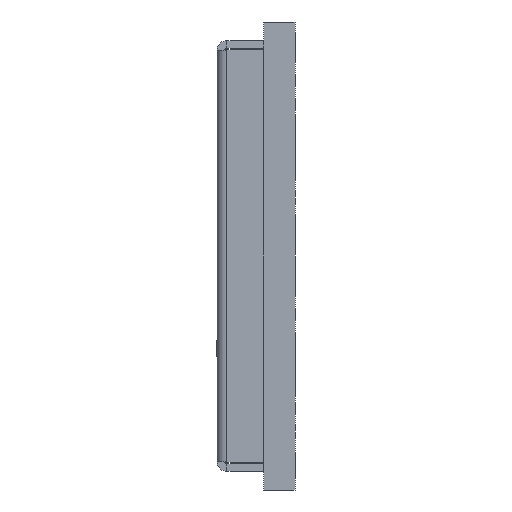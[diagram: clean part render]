
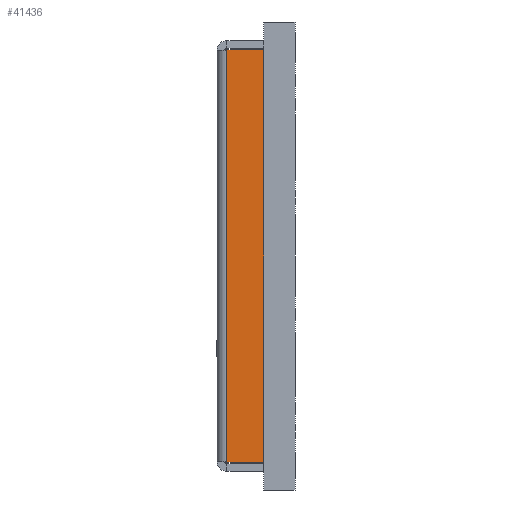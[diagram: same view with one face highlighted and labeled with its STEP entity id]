
A CAD part, left-side view. The second image highlights one B-rep face of the part: STEP entity #41436.
In plain terms, the highlighted planar face has unit normal (-1, 0, 0).
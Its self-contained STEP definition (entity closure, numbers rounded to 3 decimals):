
#4 = VECTOR ( 'NONE', #35801, 1000. ) ;
#291 = LINE ( 'NONE', #22437, #4 ) ;
#1227 = CARTESIAN_POINT ( 'NONE',  ( -5.525, 19.627, -5.29 ) ) ;
#1392 = VERTEX_POINT ( 'NONE', #5689 ) ;
#1693 = EDGE_CURVE ( 'NONE', #30003, #14385, #32551, .T. ) ;
#2364 = VECTOR ( 'NONE', #4178, 1000. ) ;
#2600 = LINE ( 'NONE', #42479, #2364 ) ;
#2996 = EDGE_CURVE ( 'NONE', #1392, #16011, #2600, .T. ) ;
#3170 = VERTEX_POINT ( 'NONE', #4717 ) ;
#3501 = CARTESIAN_POINT ( 'NONE',  ( -5.525, 1.75, 5.27 ) ) ;
#4178 = DIRECTION ( 'NONE',  ( 0., 1., 0. ) ) ;
#4717 = CARTESIAN_POINT ( 'NONE',  ( -5.525, 1.745, -5.27 ) ) ;
#4808 = ORIENTED_EDGE ( 'NONE', *, *, #2996, .T. ) ;
#5356 = DIRECTION ( 'NONE',  ( 0., -1., 0. ) ) ;
#5373 = LINE ( 'NONE', #1227, #20481 ) ;
#5689 = CARTESIAN_POINT ( 'NONE',  ( -5.525, 0.8, 5.29 ) ) ;
#7222 = CARTESIAN_POINT ( 'NONE',  ( -5.525, 0.8, 5.525 ) ) ;
#7348 = EDGE_CURVE ( 'NONE', #14385, #3170, #39526, .T. ) ;
#7451 = ORIENTED_EDGE ( 'NONE', *, *, #43732, .F. ) ;
#8018 = EDGE_CURVE ( 'NONE', #22137, #30003, #291, .T. ) ;
#8054 = CARTESIAN_POINT ( 'NONE',  ( -5.525, 1.75, -5.27 ) ) ;
#8906 = LINE ( 'NONE', #13412, #23220 ) ;
#10312 = EDGE_LOOP ( 'NONE', ( #37609, #20213, #39225, #7451, #38924, #33993, #4808, #12388 ) ) ;
#10422 = EDGE_CURVE ( 'NONE', #28608, #1392, #28937, .T. ) ;
#11519 = DIRECTION ( 'NONE',  ( 0., 0., -1. ) ) ;
#12388 = ORIENTED_EDGE ( 'NONE', *, *, #22781, .F. ) ;
#13412 = CARTESIAN_POINT ( 'NONE',  ( -5.525, 1.745, 5.525 ) ) ;
#14385 = VERTEX_POINT ( 'NONE', #33851 ) ;
#15996 = DIRECTION ( 'NONE',  ( 0., 0., 1. ) ) ;
#16011 = VERTEX_POINT ( 'NONE', #29996 ) ;
#16473 = VECTOR ( 'NONE', #11519, 1000. ) ;
#20213 = ORIENTED_EDGE ( 'NONE', *, *, #1693, .T. ) ;
#20481 = VECTOR ( 'NONE', #28255, 1000. ) ;
#20752 = DIRECTION ( 'NONE',  ( 0., 0., 1. ) ) ;
#22137 = VERTEX_POINT ( 'NONE', #29064 ) ;
#22437 = CARTESIAN_POINT ( 'NONE',  ( -5.525, 19.627, 5.27 ) ) ;
#22477 = AXIS2_PLACEMENT_3D ( 'NONE', #43871, #40403, #37559 ) ;
#22781 = EDGE_CURVE ( 'NONE', #22137, #16011, #43236, .T. ) ;
#23220 = VECTOR ( 'NONE', #20752, 1000. ) ;
#24200 = VERTEX_POINT ( 'NONE', #38779 ) ;
#24647 = VECTOR ( 'NONE', #5356, 1000. ) ;
#27192 = VECTOR ( 'NONE', #15996, 1000. ) ;
#27397 = FACE_OUTER_BOUND ( 'NONE', #10312, .T. ) ;
#28255 = DIRECTION ( 'NONE',  ( 0., -1., 0. ) ) ;
#28608 = VERTEX_POINT ( 'NONE', #30950 ) ;
#28937 = LINE ( 'NONE', #7222, #44476 ) ;
#29064 = CARTESIAN_POINT ( 'NONE',  ( -5.525, 1.745, 5.27 ) ) ;
#29996 = CARTESIAN_POINT ( 'NONE',  ( -5.525, 1.745, 5.29 ) ) ;
#30003 = VERTEX_POINT ( 'NONE', #3501 ) ;
#30950 = CARTESIAN_POINT ( 'NONE',  ( -5.525, 0.8, -5.29 ) ) ;
#32412 = CARTESIAN_POINT ( 'NONE',  ( -5.525, 19.627, -5.27 ) ) ;
#32551 = LINE ( 'NONE', #8054, #16473 ) ;
#33851 = CARTESIAN_POINT ( 'NONE',  ( -5.525, 1.75, -5.27 ) ) ;
#33993 = ORIENTED_EDGE ( 'NONE', *, *, #10422, .T. ) ;
#35801 = DIRECTION ( 'NONE',  ( 0., 1., 0. ) ) ;
#37559 = DIRECTION ( 'NONE',  ( 0., 0., -1. ) ) ;
#37609 = ORIENTED_EDGE ( 'NONE', *, *, #8018, .T. ) ;
#38779 = CARTESIAN_POINT ( 'NONE',  ( -5.525, 1.745, -5.29 ) ) ;
#38924 = ORIENTED_EDGE ( 'NONE', *, *, #42963, .T. ) ;
#39225 = ORIENTED_EDGE ( 'NONE', *, *, #7348, .T. ) ;
#39526 = LINE ( 'NONE', #32412, #24647 ) ;
#40339 = CARTESIAN_POINT ( 'NONE',  ( -5.525, 1.745, 5.525 ) ) ;
#40403 = DIRECTION ( 'NONE',  ( 1., 0., 0. ) ) ;
#41436 = ADVANCED_FACE ( 'NONE', ( #27397 ), #44479, .F. ) ;
#42065 = DIRECTION ( 'NONE',  ( 0., 0., 1. ) ) ;
#42479 = CARTESIAN_POINT ( 'NONE',  ( -5.525, 19.627, 5.29 ) ) ;
#42963 = EDGE_CURVE ( 'NONE', #24200, #28608, #5373, .T. ) ;
#43236 = LINE ( 'NONE', #40339, #27192 ) ;
#43732 = EDGE_CURVE ( 'NONE', #24200, #3170, #8906, .T. ) ;
#43871 = CARTESIAN_POINT ( 'NONE',  ( -5.525, 19.627, 5.525 ) ) ;
#44476 = VECTOR ( 'NONE', #42065, 1000. ) ;
#44479 = PLANE ( 'NONE',  #22477 ) ;
